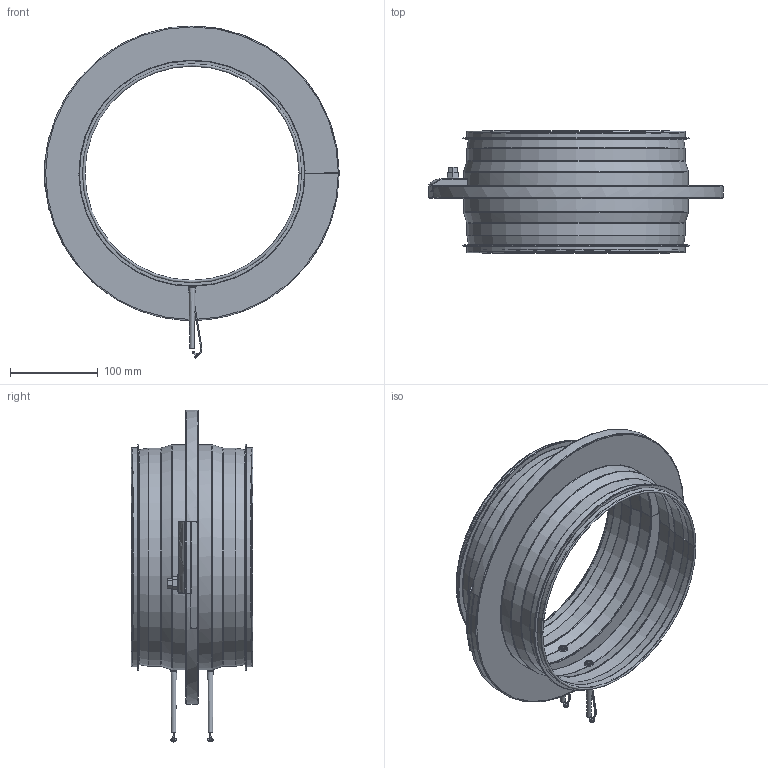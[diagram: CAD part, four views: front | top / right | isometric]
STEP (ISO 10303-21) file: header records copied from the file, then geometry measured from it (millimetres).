
FILE_DESCRIPTION(/* description */ ('Rörämne HRSI'),/* implementation_level */ '2;1');
FILE_NAME(/* name */ 'HRSI-250.stp',/* time_stamp */ '2016-04-26T16:34:52+02:00',/* author */ ('John'),/* organization */ (''),/* preprocessor_version */ 'ST-DEVELOPER v15.6',/* originating_system */ 'Autodesk Inventor 2015',/* authorisation */ '');
FILE_SCHEMA (('AUTOMOTIVE_DESIGN { 1 0 10303 214 3 1 1 }'));
Length unit declared in the file: millimetre
Products named in the file (5): HRSI-AB-01; HRSI-AD-05; Mätnippel; HRSI-AC-05; HRSI-250
Bounding box: 336 x 139 x 378.84 mm (x, y, z)
Volume: 142217.3 mm3; surface area: 453282.1 mm2
Topology: 12 solids, 12 shells, 252 faces, 537 edges, 308 vertices
Faces by surface type: plane 128, cylinder 58, torus 46, cone 18, bspline 2
Full cylindrical faces by diameter (mm): 3 x2, 6 x4, 12 x1, 20 x1, 246 x2, 248 x2, 258 x2
Entity records: 6287 total; most frequent: CARTESIAN_POINT 1297, DIRECTION 1050, ORIENTED_EDGE 892, EDGE_CURVE 444, AXIS2_PLACEMENT_3D 415, VERTEX_POINT 263, EDGE_LOOP 247, LINE 220
